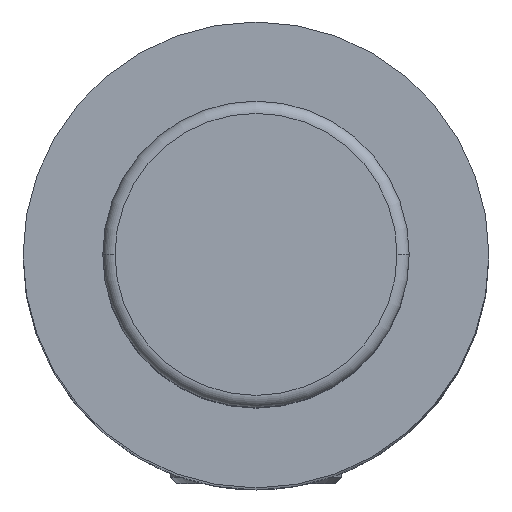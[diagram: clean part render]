
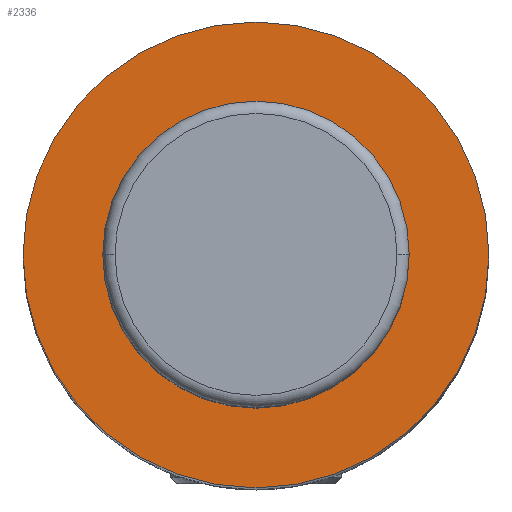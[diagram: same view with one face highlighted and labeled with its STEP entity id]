
A CAD part, top view. The second image highlights one B-rep face of the part: STEP entity #2336.
In plain terms, the highlighted planar face has unit normal (0, 0, 1).
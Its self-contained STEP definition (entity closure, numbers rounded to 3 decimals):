
#51 = AXIS2_PLACEMENT_3D ( 'NONE', #1509, #349, #1696 ) ;
#104 = EDGE_CURVE ( 'NONE', #1750, #140, #707, .T. ) ;
#140 = VERTEX_POINT ( 'NONE', #1221 ) ;
#183 = EDGE_CURVE ( 'NONE', #2039, #2343, #2055, .T. ) ;
#228 = CARTESIAN_POINT ( 'NONE',  ( 0., 0., 98. ) ) ;
#264 = ORIENTED_EDGE ( 'NONE', *, *, #1076, .T. ) ;
#273 = DIRECTION ( 'NONE',  ( 0., 0., -1. ) ) ;
#299 = PLANE ( 'NONE',  #2305 ) ;
#345 = CARTESIAN_POINT ( 'NONE',  ( 0., 0., 98. ) ) ;
#349 = DIRECTION ( 'NONE',  ( 0., 0., -1. ) ) ;
#382 = ORIENTED_EDGE ( 'NONE', *, *, #2124, .F. ) ;
#428 = DIRECTION ( 'NONE',  ( -1., 0., 0. ) ) ;
#450 = DIRECTION ( 'NONE',  ( -1., 0., 0. ) ) ;
#464 = CARTESIAN_POINT ( 'NONE',  ( 0., 0., 98. ) ) ;
#512 = CARTESIAN_POINT ( 'NONE',  ( -19., 0., 98. ) ) ;
#527 = DIRECTION ( 'NONE',  ( 0., 0., -1. ) ) ;
#534 = DIRECTION ( 'NONE',  ( -1., 0., 0. ) ) ;
#641 = AXIS2_PLACEMENT_3D ( 'NONE', #464, #273, #450 ) ;
#702 = CARTESIAN_POINT ( 'NONE',  ( -12.5, 0., 98. ) ) ;
#707 = CIRCLE ( 'NONE', #641, 12.5 ) ;
#926 = EDGE_LOOP ( 'NONE', ( #382, #2100 ) ) ;
#1037 = AXIS2_PLACEMENT_3D ( 'NONE', #345, #527, #534 ) ;
#1054 = ORIENTED_EDGE ( 'NONE', *, *, #104, .T. ) ;
#1076 = EDGE_CURVE ( 'NONE', #140, #1750, #2420, .T. ) ;
#1089 = DIRECTION ( 'NONE',  ( 0., 0., 1. ) ) ;
#1221 = CARTESIAN_POINT ( 'NONE',  ( 12.5, 0., 98. ) ) ;
#1509 = CARTESIAN_POINT ( 'NONE',  ( 0., 0., 98. ) ) ;
#1582 = DIRECTION ( 'NONE',  ( 0., 0., -1. ) ) ;
#1645 = EDGE_LOOP ( 'NONE', ( #1054, #264 ) ) ;
#1696 = DIRECTION ( 'NONE',  ( -1., 0., 0. ) ) ;
#1750 = VERTEX_POINT ( 'NONE', #2063 ) ;
#1988 = FACE_OUTER_BOUND ( 'NONE', #926, .T. ) ;
#2019 = CIRCLE ( 'NONE', #2351, 19. ) ;
#2039 = VERTEX_POINT ( 'NONE', #2482 ) ;
#2055 = CIRCLE ( 'NONE', #1037, 19. ) ;
#2063 = CARTESIAN_POINT ( 'NONE',  ( -12.5, 0., 98. ) ) ;
#2100 = ORIENTED_EDGE ( 'NONE', *, *, #183, .F. ) ;
#2124 = EDGE_CURVE ( 'NONE', #2343, #2039, #2019, .T. ) ;
#2305 = AXIS2_PLACEMENT_3D ( 'NONE', #702, #1089, #2406 ) ;
#2336 = ADVANCED_FACE ( 'NONE', ( #2476, #1988 ), #299, .T. ) ;
#2343 = VERTEX_POINT ( 'NONE', #512 ) ;
#2351 = AXIS2_PLACEMENT_3D ( 'NONE', #228, #1582, #428 ) ;
#2406 = DIRECTION ( 'NONE',  ( 1., 0., 0. ) ) ;
#2420 = CIRCLE ( 'NONE', #51, 12.5 ) ;
#2476 = FACE_BOUND ( 'NONE', #1645, .T. ) ;
#2482 = CARTESIAN_POINT ( 'NONE',  ( 19., 0., 98. ) ) ;
